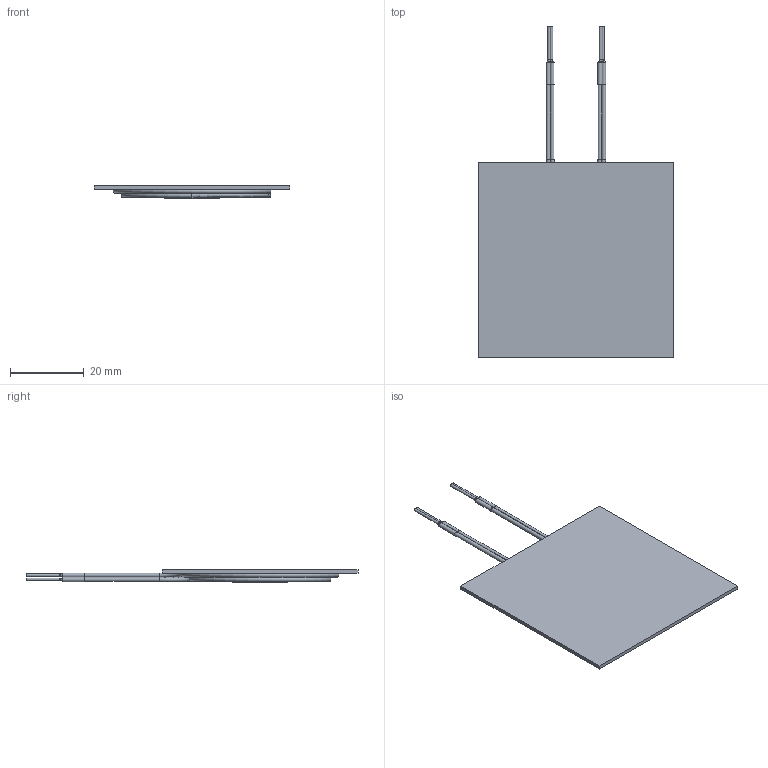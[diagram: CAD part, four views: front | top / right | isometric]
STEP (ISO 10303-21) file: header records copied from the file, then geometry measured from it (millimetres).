
FILE_DESCRIPTION(/* description */ ('Unknown'),/* implementation_level */ '2;1');
FILE_NAME(/* name */ 'L_Wurth_WE-WPCC-TX_760308105',/* time_stamp */ '2025-04-21T14:39:13+08:00',/* author */ ('Unknown'),/* organization */ ('Unknown'),/* preprocessor_version */ 'ST-DEVELOPER v19.4',/* originating_system */ 'Solid Edge',/* authorisation */ 'Unknown');
FILE_SCHEMA (('AUTOMOTIVE_DESIGN {1 0 10303 214 3 1 1}'));
Length unit declared in the file: millimetre
Products named in the file (2): L_Wurth_WE-WPCC-TX_760308105
Assembly tree (1 placements, depth 2):
  L_Wurth_WE-WPCC-TX_760308105
    L_Wurth_WE-WPCC-TX_760308105
Bounding box: 53.3 x 90.3 x 3.5 mm (x, y, z)
Volume: 5135 mm3; surface area: 12113 mm2
Topology: 3 solids, 3 shells, 221 faces, 502 edges, 302 vertices
Faces by surface type: plane 83, torus 59, bspline 58, cylinder 21
Full cylindrical faces by diameter (mm): 15 x1
Entity records: 13747 total; most frequent: CARTESIAN_POINT 7719, ORIENTED_EDGE 952, DIRECTION 828, EDGE_CURVE 476, AXIS2_PLACEMENT_3D 340, VERTEX_POINT 303, FACE_BOUND 269, EDGE_LOOP 262
